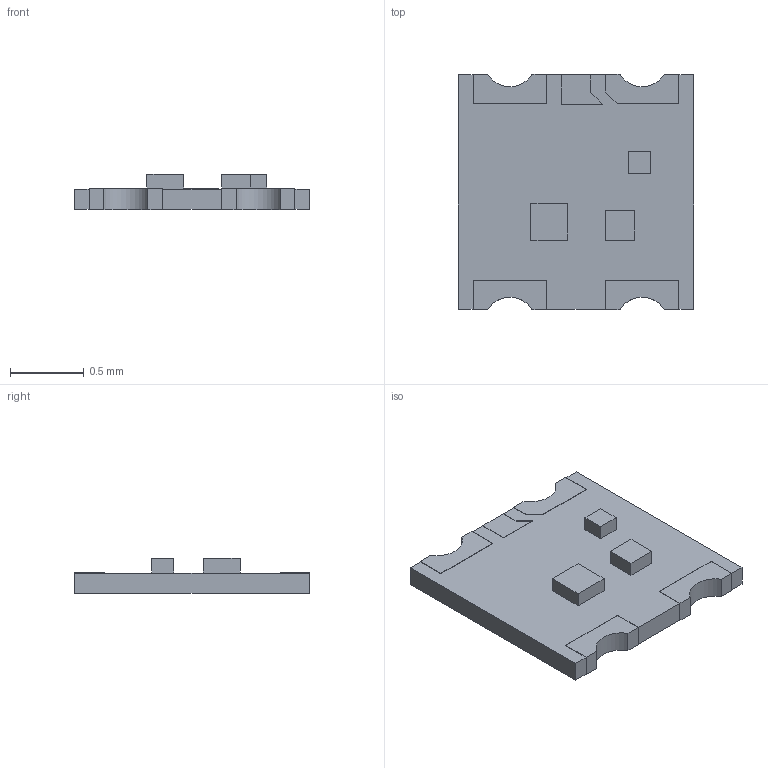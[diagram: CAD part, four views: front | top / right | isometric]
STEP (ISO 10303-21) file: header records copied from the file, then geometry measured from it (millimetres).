
FILE_DESCRIPTION(/* description */ (''),/* implementation_level */ '2;1');
FILE_NAME(/* name */ 'Harvatek B38G3RGB-10D0003H2U1930.step',/* time_stamp */ '2023-10-31T15:15:10Z',/* author */ (''),/* organization */ (''),/* preprocessor_version */ 'ST-DEVELOPER v20',/* originating_system */ 'Autodesk Translation Framework v12.14.0.127',/* authorisation */ '');
FILE_SCHEMA (('AUTOMOTIVE_DESIGN { 1 0 10303 214 3 1 1 }'));
Length unit declared in the file: millimetre
Products named in the file (1): Harvatek B38G3RGB-10D0003H2U1930
Bounding box: 1.6 x 1.6 x 0.24 mm (x, y, z)
Volume: 0.4 mm3; surface area: 6.2 mm2
Topology: 1 solids, 1 shells, 67 faces, 186 edges, 124 vertices
Faces by surface type: plane 63, cylinder 4
Entity records: 2212 total; most frequent: CARTESIAN_POINT 378, ORIENTED_EDGE 372, DIRECTION 330, EDGE_CURVE 186, LINE 178, VECTOR 178, VERTEX_POINT 124, AXIS2_PLACEMENT_3D 76
